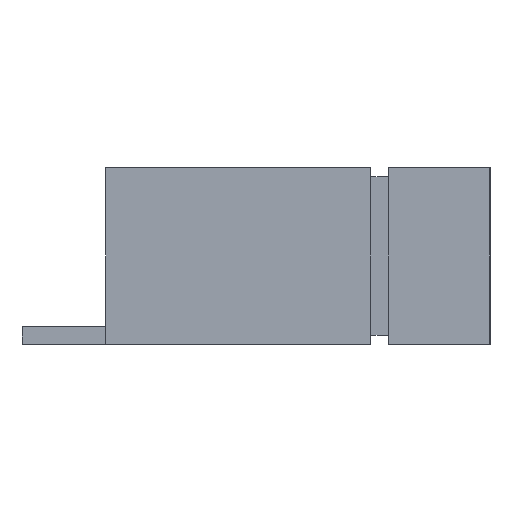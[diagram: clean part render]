
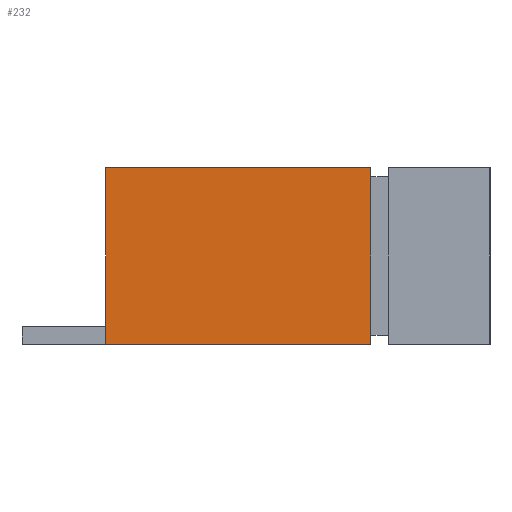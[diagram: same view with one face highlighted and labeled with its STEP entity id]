
A CAD part, left-side view. The second image highlights one B-rep face of the part: STEP entity #232.
In plain terms, the highlighted planar face has unit normal (-1, 0, 0).
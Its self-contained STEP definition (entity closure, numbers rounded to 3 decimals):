
#232 = ADVANCED_FACE( '', ( #548 ), #549, .T. );
#548 = FACE_OUTER_BOUND( '', #945, .T. );
#549 = PLANE( '', #946 );
#945 = EDGE_LOOP( '', ( #1622, #1623, #1624, #1625 ) );
#946 = AXIS2_PLACEMENT_3D( '', #1626, #1627, #1628 );
#1622 = ORIENTED_EDGE( '', *, *, #2753, .F. );
#1623 = ORIENTED_EDGE( '', *, *, #2754, .F. );
#1624 = ORIENTED_EDGE( '', *, *, #2755, .T. );
#1625 = ORIENTED_EDGE( '', *, *, #2756, .T. );
#1626 = CARTESIAN_POINT( '', ( -6.1, -1.65, 2. ) );
#1627 = DIRECTION( '', ( -1., 0., 0. ) );
#1628 = DIRECTION( '', ( 0., -1., 0. ) );
#2753 = EDGE_CURVE( '', #3447, #3448, #3449, .T. );
#2754 = EDGE_CURVE( '', #3450, #3447, #3451, .T. );
#2755 = EDGE_CURVE( '', #3450, #3452, #3453, .T. );
#2756 = EDGE_CURVE( '', #3452, #3448, #3454, .T. );
#3447 = VERTEX_POINT( '', #4424 );
#3448 = VERTEX_POINT( '', #4425 );
#3449 = LINE( '', #4426, #4427 );
#3450 = VERTEX_POINT( '', #4428 );
#3451 = LINE( '', #4429, #4430 );
#3452 = VERTEX_POINT( '', #4431 );
#3453 = LINE( '', #4432, #4433 );
#3454 = LINE( '', #4434, #4435 );
#4424 = CARTESIAN_POINT( '', ( -6.1, -1.65, 0. ) );
#4425 = CARTESIAN_POINT( '', ( -6.1, 1.35, 0. ) );
#4426 = CARTESIAN_POINT( '', ( -6.1, -1.65, 0. ) );
#4427 = VECTOR( '', #5139, 1000. );
#4428 = CARTESIAN_POINT( '', ( -6.1, -1.65, 2. ) );
#4429 = CARTESIAN_POINT( '', ( -6.1, -1.65, 2. ) );
#4430 = VECTOR( '', #5140, 1000. );
#4431 = CARTESIAN_POINT( '', ( -6.1, 1.35, 2. ) );
#4432 = CARTESIAN_POINT( '', ( -6.1, -1.65, 2. ) );
#4433 = VECTOR( '', #5141, 1000. );
#4434 = CARTESIAN_POINT( '', ( -6.1, 1.35, 2. ) );
#4435 = VECTOR( '', #5142, 1000. );
#5139 = DIRECTION( '', ( 0., 1., 0. ) );
#5140 = DIRECTION( '', ( 0., 0., -1. ) );
#5141 = DIRECTION( '', ( 0., 1., 0. ) );
#5142 = DIRECTION( '', ( 0., 0., -1. ) );
